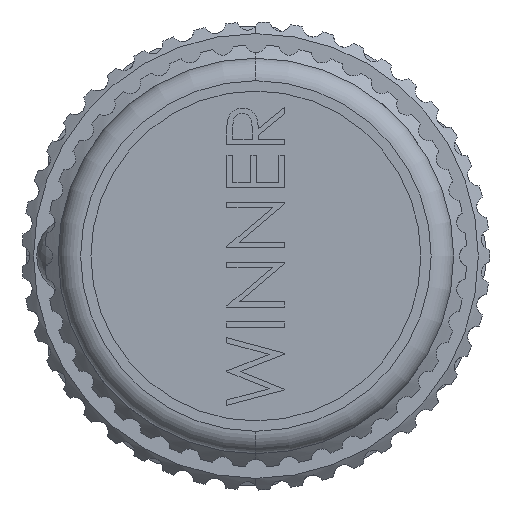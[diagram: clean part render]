
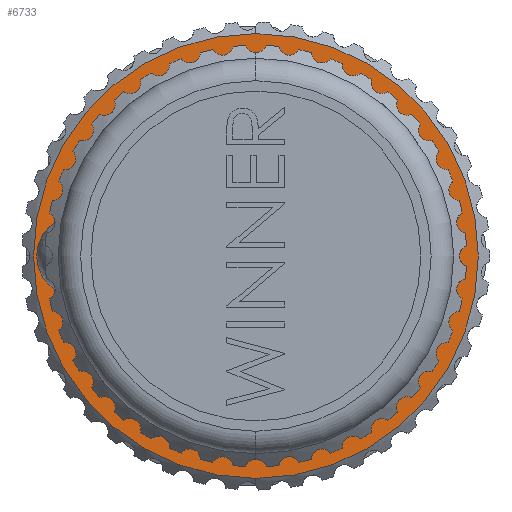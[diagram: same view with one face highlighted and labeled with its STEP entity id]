
A CAD part, left-side view. The second image highlights one B-rep face of the part: STEP entity #6733.
In plain terms, the highlighted planar face has unit normal (-1, 0, 0).
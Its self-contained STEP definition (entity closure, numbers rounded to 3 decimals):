
#5146 = VERTEX_POINT ( 'NONE', #35060 ) ;
#6733 = ADVANCED_FACE ( 'NONE', ( #16756, #7103 ), #28810, .T. ) ;
#7103 = FACE_OUTER_BOUND ( 'NONE', #21891, .T. ) ;
#11027 = EDGE_CURVE ( 'NONE', #60043, #60949, #23710, .T. ) ;
#11547 = ORIENTED_EDGE ( 'NONE', *, *, #16406, .F. ) ;
#14763 = EDGE_CURVE ( 'NONE', #5146, #25452, #23008, .T. ) ;
#15367 = EDGE_LOOP ( 'NONE', ( #40929, #11547 ) ) ;
#16406 = EDGE_CURVE ( 'NONE', #60949, #60043, #54217, .T. ) ;
#16756 = FACE_BOUND ( 'NONE', #15367, .T. ) ;
#18729 = AXIS2_PLACEMENT_3D ( 'NONE', #44801, #65275, #29530 ) ;
#19998 = CARTESIAN_POINT ( 'NONE',  ( -8.02, 0., 0. ) ) ;
#20464 = ORIENTED_EDGE ( 'NONE', *, *, #14763, .T. ) ;
#21891 = EDGE_LOOP ( 'NONE', ( #27327, #20464 ) ) ;
#22649 = DIRECTION ( 'NONE',  ( -1., 0., 0. ) ) ;
#22668 = CIRCLE ( 'NONE', #18729, 15.3 ) ;
#23008 = CIRCLE ( 'NONE', #39812, 15.3 ) ;
#23710 = CIRCLE ( 'NONE', #27609, 8.56 ) ;
#24026 = CARTESIAN_POINT ( 'NONE',  ( -8.02, 0., -8.56 ) ) ;
#25140 = DIRECTION ( 'NONE',  ( 0., 0., 1. ) ) ;
#25452 = VERTEX_POINT ( 'NONE', #29176 ) ;
#25664 = AXIS2_PLACEMENT_3D ( 'NONE', #27345, #22649, #63521 ) ;
#27327 = ORIENTED_EDGE ( 'NONE', *, *, #60005, .T. ) ;
#27345 = CARTESIAN_POINT ( 'NONE',  ( -8.02, 0., 0. ) ) ;
#27609 = AXIS2_PLACEMENT_3D ( 'NONE', #19998, #57664, #35422 ) ;
#28810 = PLANE ( 'NONE',  #36525 ) ;
#29176 = CARTESIAN_POINT ( 'NONE',  ( -8.02, 0., -15.3 ) ) ;
#29530 = DIRECTION ( 'NONE',  ( 0., 0., 1. ) ) ;
#35060 = CARTESIAN_POINT ( 'NONE',  ( -8.02, 0., 15.3 ) ) ;
#35422 = DIRECTION ( 'NONE',  ( 0., 0., 1. ) ) ;
#36525 = AXIS2_PLACEMENT_3D ( 'NONE', #37076, #62943, #63177 ) ;
#37076 = CARTESIAN_POINT ( 'NONE',  ( -8.02, 0., 0. ) ) ;
#39812 = AXIS2_PLACEMENT_3D ( 'NONE', #46013, #40386, #25140 ) ;
#40386 = DIRECTION ( 'NONE',  ( -1., 0., 0. ) ) ;
#40929 = ORIENTED_EDGE ( 'NONE', *, *, #11027, .F. ) ;
#44801 = CARTESIAN_POINT ( 'NONE',  ( -8.02, 0., 0. ) ) ;
#46013 = CARTESIAN_POINT ( 'NONE',  ( -8.02, 0., 0. ) ) ;
#49500 = CARTESIAN_POINT ( 'NONE',  ( -8.02, 0., 8.56 ) ) ;
#54217 = CIRCLE ( 'NONE', #25664, 8.56 ) ;
#57664 = DIRECTION ( 'NONE',  ( -1., 0., 0. ) ) ;
#60005 = EDGE_CURVE ( 'NONE', #25452, #5146, #22668, .T. ) ;
#60043 = VERTEX_POINT ( 'NONE', #49500 ) ;
#60949 = VERTEX_POINT ( 'NONE', #24026 ) ;
#62943 = DIRECTION ( 'NONE',  ( -1., 0., 0. ) ) ;
#63177 = DIRECTION ( 'NONE',  ( 0., 0., 1. ) ) ;
#63521 = DIRECTION ( 'NONE',  ( 0., 0., 1. ) ) ;
#65275 = DIRECTION ( 'NONE',  ( -1., 0., 0. ) ) ;
